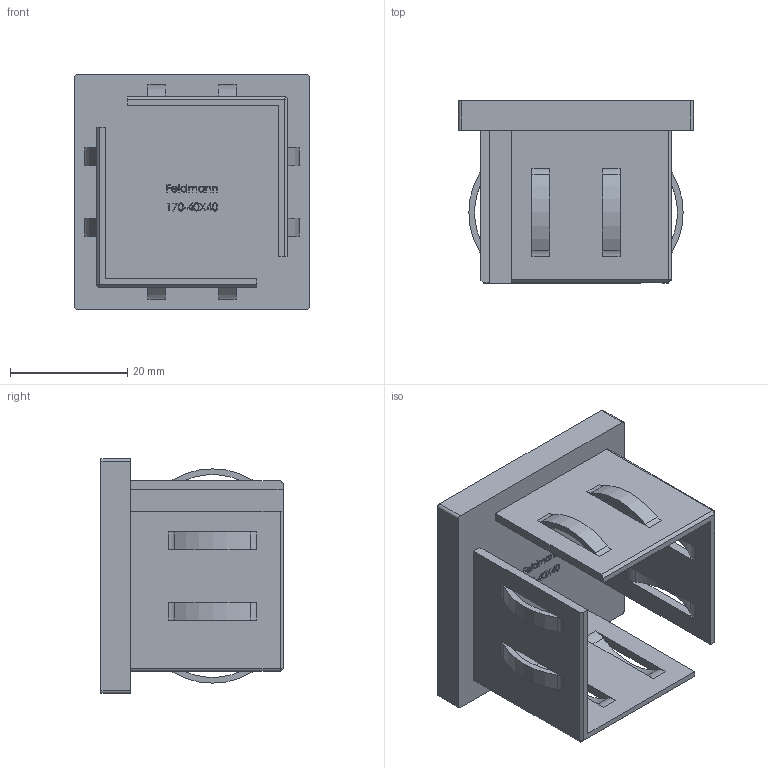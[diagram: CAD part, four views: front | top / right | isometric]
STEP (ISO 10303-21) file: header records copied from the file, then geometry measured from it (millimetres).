
FILE_DESCRIPTION (( 'STEP AP203' ), '1' );
FILE_NAME ('170-40X40.STEP', '2024-08-22T13:01:52', ( '' ), ( '' ), 'SwSTEP 2.0', 'SolidWorks 2018', '' );
FILE_SCHEMA (( 'CONFIG_CONTROL_DESIGN' ));
Length unit declared in the file: millimetre
Products named in the file (1): 170-40X40
Bounding box: 40 x 31 x 40 mm (x, y, z)
Volume: 11962.1 mm3; surface area: 10168.9 mm2
Topology: 1 solids, 1 shells, 320 faces, 885 edges, 576 vertices
Faces by surface type: plane 189, bspline 75, cylinder 54, cone 2
Entity records: 14690 total; most frequent: CARTESIAN_POINT 6791, ORIENTED_EDGE 1766, DIRECTION 1365, EDGE_CURVE 883, LINE 593, VECTOR 593, VERTEX_POINT 576, AXIS2_PLACEMENT_3D 386
